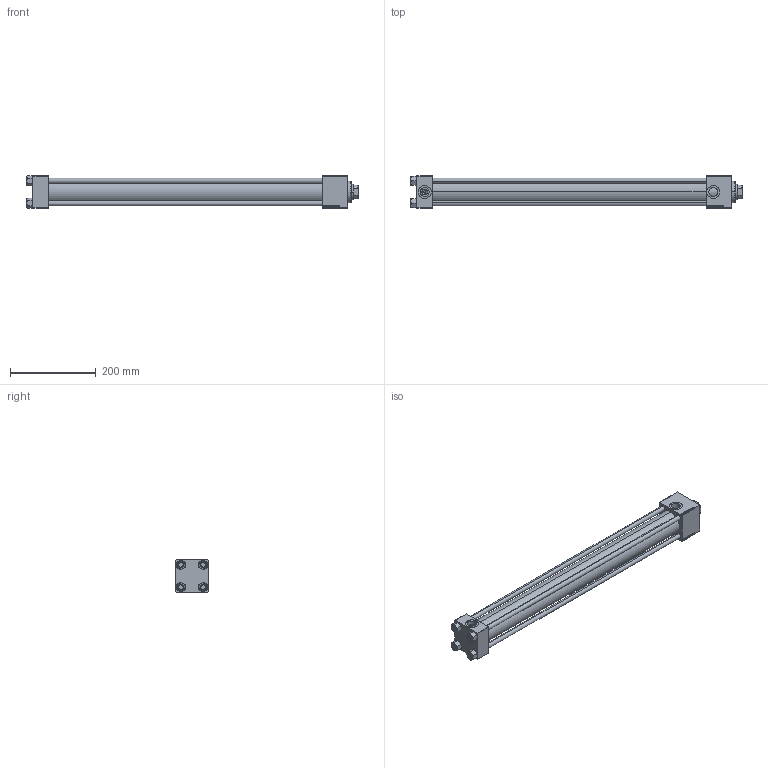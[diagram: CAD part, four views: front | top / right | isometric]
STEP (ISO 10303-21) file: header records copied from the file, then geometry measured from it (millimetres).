
FILE_DESCRIPTION (( 'STEP AP203' ), '1' );
FILE_NAME ('931e.STEP', '2023-08-23T14:58:25', ( '' ), ( '' ), 'SwSTEP 2.0', 'SolidWorks 2019', '' );
FILE_SCHEMA (( 'CONFIG_CONTROL_DESIGN' ));
Length unit declared in the file: millimetre
Products named in the file (6): V215_VC_A 773f24cde90ba943435cb85ec87c7314; 931e; NUT_M5_C 773f24cde90ba943435cb85ec87c7314; V215CR_VCP_C 773f24cde90ba943435cb85ec87c7314; V215CR_C_TYCINKA 773f24cde90ba943435cb85ec87c7314; V215CR_C_Body 773f24cde90ba943435cb85ec87c7314
Assembly tree (11 placements, depth 2):
  931e
    V215CR_C_Body 773f24cde90ba943435cb85ec87c7314
    V215CR_VCP_C 773f24cde90ba943435cb85ec87c7314
    NUT_M5_C 773f24cde90ba943435cb85ec87c7314  x4
    V215CR_C_TYCINKA 773f24cde90ba943435cb85ec87c7314  x4
    V215_VC_A 773f24cde90ba943435cb85ec87c7314
Bounding box: 775 x 75 x 75.54 mm (x, y, z)
Volume: 1828516.7 mm3; surface area: 501693.3 mm2
Topology: 11 solids, 11 shells, 1148 faces, 2874 edges, 1865 vertices
Faces by surface type: plane 526, bspline 392, cone 136, cylinder 86, torus 8
Entity records: 50214 total; most frequent: CARTESIAN_POINT 27116, ORIENTED_EDGE 5240, DIRECTION 3300, EDGE_CURVE 2620, VERTEX_POINT 1721, LINE 1590, VECTOR 1590, EDGE_LOOP 1157
